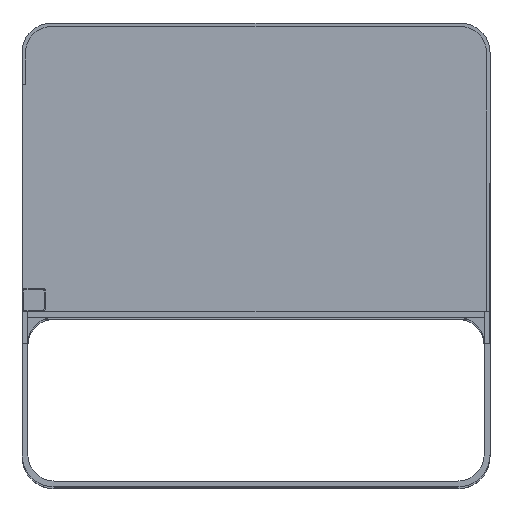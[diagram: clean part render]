
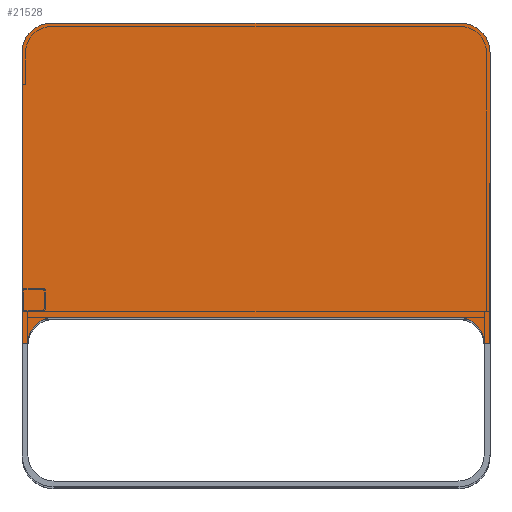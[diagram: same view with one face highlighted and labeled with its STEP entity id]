
A CAD part, top view. The second image highlights one B-rep face of the part: STEP entity #21528.
In plain terms, the highlighted planar face has unit normal (0, 0, 1).
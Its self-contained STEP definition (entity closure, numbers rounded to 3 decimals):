
#269 = DIRECTION ( 'NONE',  ( 1., 0., 0. ) ) ;
#425 = CARTESIAN_POINT ( 'NONE',  ( 739., 793., 3. ) ) ;
#793 = CARTESIAN_POINT ( 'NONE',  ( 41., 742., 3. ) ) ;
#984 = CARTESIAN_POINT ( 'NONE',  ( 41., 290., 3. ) ) ;
#1120 = DIRECTION ( 'NONE',  ( 0., 0., 1. ) ) ;
#1151 = CARTESIAN_POINT ( 'NONE',  ( 0., 245., 3. ) ) ;
#1205 = LINE ( 'NONE', #25107, #11119 ) ;
#1967 = PLANE ( 'NONE',  #5881 ) ;
#2008 = DIRECTION ( 'NONE',  ( 1., 0., 0. ) ) ;
#2643 = CARTESIAN_POINT ( 'NONE',  ( 41., 793., 3. ) ) ;
#2863 = EDGE_CURVE ( 'NONE', #26715, #19217, #26151, .T. ) ;
#3556 = EDGE_CURVE ( 'NONE', #18737, #16356, #21183, .T. ) ;
#3698 = ORIENTED_EDGE ( 'NONE', *, *, #3556, .T. ) ;
#3757 = DIRECTION ( 'NONE',  ( -1., 0., 0. ) ) ;
#3985 = ORIENTED_EDGE ( 'NONE', *, *, #6467, .T. ) ;
#4224 = VERTEX_POINT ( 'NONE', #17401 ) ;
#4832 = AXIS2_PLACEMENT_3D ( 'NONE', #16652, #20941, #12405 ) ;
#4947 = VECTOR ( 'NONE', #2008, 1000. ) ;
#5696 = ORIENTED_EDGE ( 'NONE', *, *, #2863, .T. ) ;
#5881 = AXIS2_PLACEMENT_3D ( 'NONE', #793, #13436, #8683 ) ;
#6200 = ORIENTED_EDGE ( 'NONE', *, *, #8177, .T. ) ;
#6277 = LINE ( 'NONE', #23349, #16245 ) ;
#6467 = EDGE_CURVE ( 'NONE', #9718, #25655, #16809, .T. ) ;
#6549 = EDGE_LOOP ( 'NONE', ( #26040, #5696, #23890, #6200, #3985, #19009, #3698, #16878, #23487, #6611 ) ) ;
#6611 = ORIENTED_EDGE ( 'NONE', *, *, #19583, .T. ) ;
#6836 = DIRECTION ( 'NONE',  ( 0., -1., 0. ) ) ;
#7555 = VECTOR ( 'NONE', #18448, 1000. ) ;
#7822 = CARTESIAN_POINT ( 'NONE',  ( 739., 742., 3. ) ) ;
#7825 = DIRECTION ( 'NONE',  ( 1., 0., 0. ) ) ;
#8177 = EDGE_CURVE ( 'NONE', #4224, #9718, #27806, .T. ) ;
#8292 = VERTEX_POINT ( 'NONE', #21502 ) ;
#8683 = DIRECTION ( 'NONE',  ( 1., 0., 0. ) ) ;
#8812 = CARTESIAN_POINT ( 'NONE',  ( 45., 245., 3. ) ) ;
#9718 = VERTEX_POINT ( 'NONE', #1151 ) ;
#9800 = LINE ( 'NONE', #984, #7555 ) ;
#9964 = CARTESIAN_POINT ( 'NONE',  ( 41., 245., 3. ) ) ;
#10233 = EDGE_CURVE ( 'NONE', #16356, #8292, #16054, .T. ) ;
#10260 = AXIS2_PLACEMENT_3D ( 'NONE', #23280, #19994, #17425 ) ;
#10773 = AXIS2_PLACEMENT_3D ( 'NONE', #7822, #1120, #18891 ) ;
#11119 = VECTOR ( 'NONE', #3757, 1000. ) ;
#12405 = DIRECTION ( 'NONE',  ( 1., 0., 0. ) ) ;
#12447 = CARTESIAN_POINT ( 'NONE',  ( 780., 245., 3. ) ) ;
#13436 = DIRECTION ( 'NONE',  ( 0., 0., 1. ) ) ;
#13765 = EDGE_CURVE ( 'NONE', #8292, #21459, #6277, .T. ) ;
#14481 = EDGE_CURVE ( 'NONE', #24166, #26715, #1205, .T. ) ;
#14768 = CARTESIAN_POINT ( 'NONE',  ( 790., 742., 3. ) ) ;
#14941 = DIRECTION ( 'NONE',  ( 0., 1., 0. ) ) ;
#14961 = CARTESIAN_POINT ( 'NONE',  ( 41., 245., 3. ) ) ;
#15758 = EDGE_CURVE ( 'NONE', #25655, #18737, #9800, .T. ) ;
#15864 = FACE_OUTER_BOUND ( 'NONE', #6549, .T. ) ;
#15939 = VECTOR ( 'NONE', #7825, 1000. ) ;
#16054 = LINE ( 'NONE', #9964, #15939 ) ;
#16245 = VECTOR ( 'NONE', #14941, 1000. ) ;
#16356 = VERTEX_POINT ( 'NONE', #12447 ) ;
#16652 = CARTESIAN_POINT ( 'NONE',  ( 735., 245., 3. ) ) ;
#16809 = CIRCLE ( 'NONE', #21794, 45. ) ;
#16878 = ORIENTED_EDGE ( 'NONE', *, *, #10233, .T. ) ;
#16926 = CARTESIAN_POINT ( 'NONE',  ( -10., 742., 3. ) ) ;
#17401 = CARTESIAN_POINT ( 'NONE',  ( -10., 245., 3. ) ) ;
#17425 = DIRECTION ( 'NONE',  ( -1., 0., 0. ) ) ;
#18049 = LINE ( 'NONE', #24314, #24923 ) ;
#18448 = DIRECTION ( 'NONE',  ( 1., 0., 0. ) ) ;
#18737 = VERTEX_POINT ( 'NONE', #25364 ) ;
#18891 = DIRECTION ( 'NONE',  ( -1., 0., 0. ) ) ;
#19009 = ORIENTED_EDGE ( 'NONE', *, *, #15758, .T. ) ;
#19217 = VERTEX_POINT ( 'NONE', #16926 ) ;
#19583 = EDGE_CURVE ( 'NONE', #21459, #24166, #20787, .T. ) ;
#19994 = DIRECTION ( 'NONE',  ( 0., 0., 1. ) ) ;
#20787 = CIRCLE ( 'NONE', #10773, 51. ) ;
#20941 = DIRECTION ( 'NONE',  ( 0., 0., -1. ) ) ;
#21183 = CIRCLE ( 'NONE', #4832, 45. ) ;
#21459 = VERTEX_POINT ( 'NONE', #14768 ) ;
#21502 = CARTESIAN_POINT ( 'NONE',  ( 790., 245., 3. ) ) ;
#21528 = ADVANCED_FACE ( 'NONE', ( #15864 ), #1967, .T. ) ;
#21633 = CARTESIAN_POINT ( 'NONE',  ( 45., 290., 3. ) ) ;
#21794 = AXIS2_PLACEMENT_3D ( 'NONE', #8812, #26310, #269 ) ;
#23280 = CARTESIAN_POINT ( 'NONE',  ( 41., 742., 3. ) ) ;
#23349 = CARTESIAN_POINT ( 'NONE',  ( 790., 742., 3. ) ) ;
#23487 = ORIENTED_EDGE ( 'NONE', *, *, #13765, .T. ) ;
#23890 = ORIENTED_EDGE ( 'NONE', *, *, #27585, .T. ) ;
#24166 = VERTEX_POINT ( 'NONE', #425 ) ;
#24314 = CARTESIAN_POINT ( 'NONE',  ( -10., 742., 3. ) ) ;
#24923 = VECTOR ( 'NONE', #6836, 1000. ) ;
#25107 = CARTESIAN_POINT ( 'NONE',  ( 41., 793., 3. ) ) ;
#25364 = CARTESIAN_POINT ( 'NONE',  ( 735., 290., 3. ) ) ;
#25655 = VERTEX_POINT ( 'NONE', #21633 ) ;
#26040 = ORIENTED_EDGE ( 'NONE', *, *, #14481, .T. ) ;
#26151 = CIRCLE ( 'NONE', #10260, 51. ) ;
#26310 = DIRECTION ( 'NONE',  ( 0., 0., -1. ) ) ;
#26715 = VERTEX_POINT ( 'NONE', #2643 ) ;
#27585 = EDGE_CURVE ( 'NONE', #19217, #4224, #18049, .T. ) ;
#27806 = LINE ( 'NONE', #14961, #4947 ) ;
